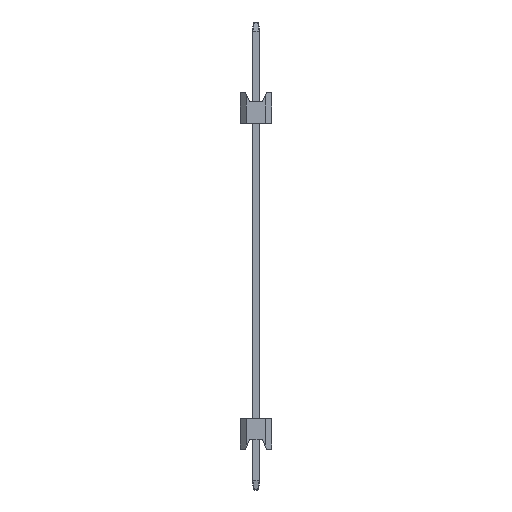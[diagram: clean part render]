
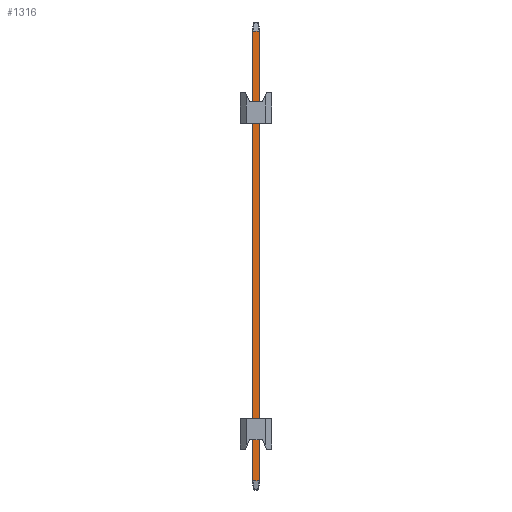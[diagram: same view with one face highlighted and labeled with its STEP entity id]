
A CAD part, left-side view. The second image highlights one B-rep face of the part: STEP entity #1316.
In plain terms, the highlighted planar face has unit normal (-1, 0, 0).
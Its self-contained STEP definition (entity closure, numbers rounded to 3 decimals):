
#246=FACE_OUTER_BOUND('',#310,.T.);
#310=EDGE_LOOP('',(#1055,#1056,#1057,#1058,#1059,#1060,#1061,#1062));
#361=LINE('',#1953,#517);
#370=LINE('',#1971,#526);
#400=LINE('',#2026,#556);
#413=LINE('',#2053,#569);
#416=LINE('',#2059,#572);
#419=LINE('',#2065,#575);
#435=LINE('',#2092,#591);
#436=LINE('',#2094,#592);
#517=VECTOR('',#1557,10.);
#526=VECTOR('',#1570,10.);
#556=VECTOR('',#1620,10.);
#569=VECTOR('',#1641,10.);
#572=VECTOR('',#1646,10.);
#575=VECTOR('',#1651,10.);
#591=VECTOR('',#1685,10.);
#592=VECTOR('',#1688,10.);
#671=VERTEX_POINT('',#1951);
#672=VERTEX_POINT('',#1952);
#679=VERTEX_POINT('',#1969);
#693=VERTEX_POINT('',#2021);
#701=VERTEX_POINT('',#2045);
#704=VERTEX_POINT('',#2051);
#706=VERTEX_POINT('',#2057);
#708=VERTEX_POINT('',#2063);
#769=EDGE_CURVE('',#671,#672,#361,.T.);
#778=EDGE_CURVE('',#679,#671,#370,.T.);
#808=EDGE_CURVE('',#672,#693,#400,.T.);
#821=EDGE_CURVE('',#704,#701,#413,.T.);
#824=EDGE_CURVE('',#706,#704,#416,.T.);
#827=EDGE_CURVE('',#708,#706,#419,.T.);
#843=EDGE_CURVE('',#701,#679,#435,.T.);
#844=EDGE_CURVE('',#693,#708,#436,.T.);
#1055=ORIENTED_EDGE('',*,*,#808,.F.);
#1056=ORIENTED_EDGE('',*,*,#769,.F.);
#1057=ORIENTED_EDGE('',*,*,#778,.F.);
#1058=ORIENTED_EDGE('',*,*,#843,.F.);
#1059=ORIENTED_EDGE('',*,*,#821,.F.);
#1060=ORIENTED_EDGE('',*,*,#824,.F.);
#1061=ORIENTED_EDGE('',*,*,#827,.F.);
#1062=ORIENTED_EDGE('',*,*,#844,.F.);
#1252=PLANE('',#1443);
#1316=ADVANCED_FACE('',(#246),#1252,.T.);
#1443=AXIS2_PLACEMENT_3D('',#2093,#1686,#1687);
#1557=DIRECTION('',(0.,0.,-1.));
#1570=DIRECTION('',(0.,-0.371,-0.928));
#1620=DIRECTION('',(0.,0.371,-0.928));
#1641=DIRECTION('',(0.,-0.371,0.928));
#1646=DIRECTION('',(0.,0.,1.));
#1651=DIRECTION('',(0.,0.371,0.928));
#1685=DIRECTION('',(0.,-1.,0.));
#1686=DIRECTION('center_axis',(-1.,0.,0.));
#1687=DIRECTION('ref_axis',(0.,-1.,0.));
#1688=DIRECTION('',(0.,1.,0.));
#1951=CARTESIAN_POINT('',(-0.32,-0.27,33.748));
#1952=CARTESIAN_POINT('',(-0.32,-0.27,-2.548));
#1953=CARTESIAN_POINT('',(-0.32,-0.27,0.));
#1969=CARTESIAN_POINT('',(-0.32,-0.269,33.75));
#1971=CARTESIAN_POINT('',(-0.32,-5.973,19.491));
#2021=CARTESIAN_POINT('',(-0.32,-0.269,-2.55));
#2026=CARTESIAN_POINT('',(-0.32,-0.593,-1.739));
#2045=CARTESIAN_POINT('',(-0.32,0.269,33.75));
#2051=CARTESIAN_POINT('',(-0.32,0.27,33.748));
#2053=CARTESIAN_POINT('',(-0.32,6.017,19.381));
#2057=CARTESIAN_POINT('',(-0.32,0.27,-2.548));
#2059=CARTESIAN_POINT('',(-0.32,0.27,0.));
#2063=CARTESIAN_POINT('',(-0.32,0.269,-2.55));
#2065=CARTESIAN_POINT('',(-0.32,0.637,-1.629));
#2092=CARTESIAN_POINT('',(-0.32,0.16,33.75));
#2093=CARTESIAN_POINT('Origin',(-0.32,0.32,0.));
#2094=CARTESIAN_POINT('',(-0.32,0.16,-2.55));
